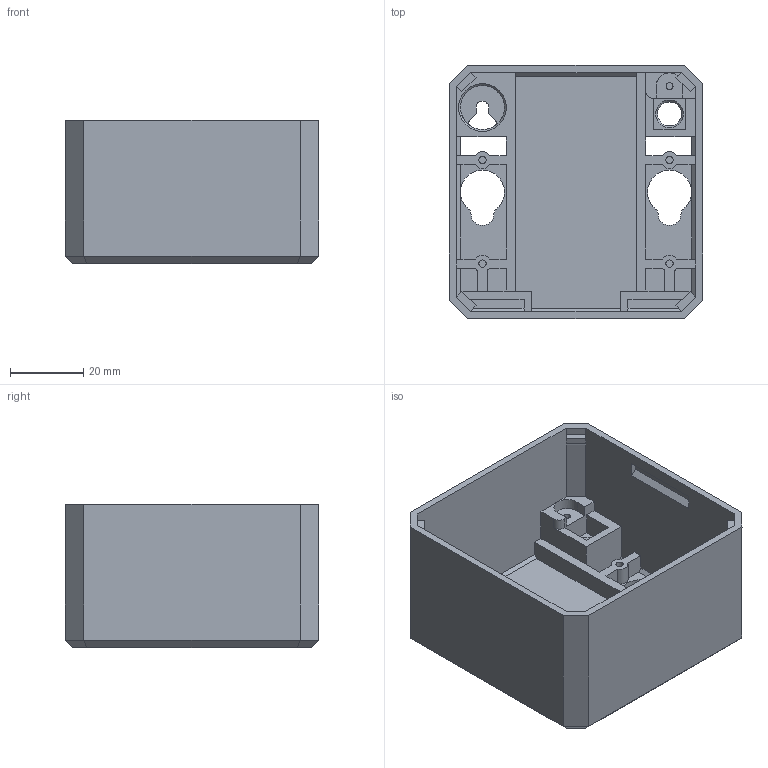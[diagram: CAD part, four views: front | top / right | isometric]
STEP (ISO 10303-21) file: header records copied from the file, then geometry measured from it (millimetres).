
FILE_DESCRIPTION(('CATIA V5 STEP Exchange'),'2;1');
FILE_NAME('BodyV9-origin.stp','2019-10-26T13:10:51+00:00',('none'),('none'),'CATIA Version 5-6 Release 2014 SP6','CATIA V5 STEP AP203','none');
FILE_SCHEMA(('CONFIG_CONTROL_DESIGN'));
Length unit declared in the file: millimetre
Products named in the file (1): BodyV9
Bounding box: 69 x 69 x 39 mm (x, y, z)
Volume: 33354.3 mm3; surface area: 31552.8 mm2
Topology: 1 solids, 1 shells, 198 faces, 529 edges, 339 vertices
Faces by surface type: plane 151, cylinder 39, cone 4, extrusion 4
Entity records: 5746 total; most frequent: CARTESIAN_POINT 1077, ORIENTED_EDGE 1058, DIRECTION 764, EDGE_CURVE 529, VECTOR 421, LINE 417, VERTEX_POINT 339, EDGE_LOOP 216
